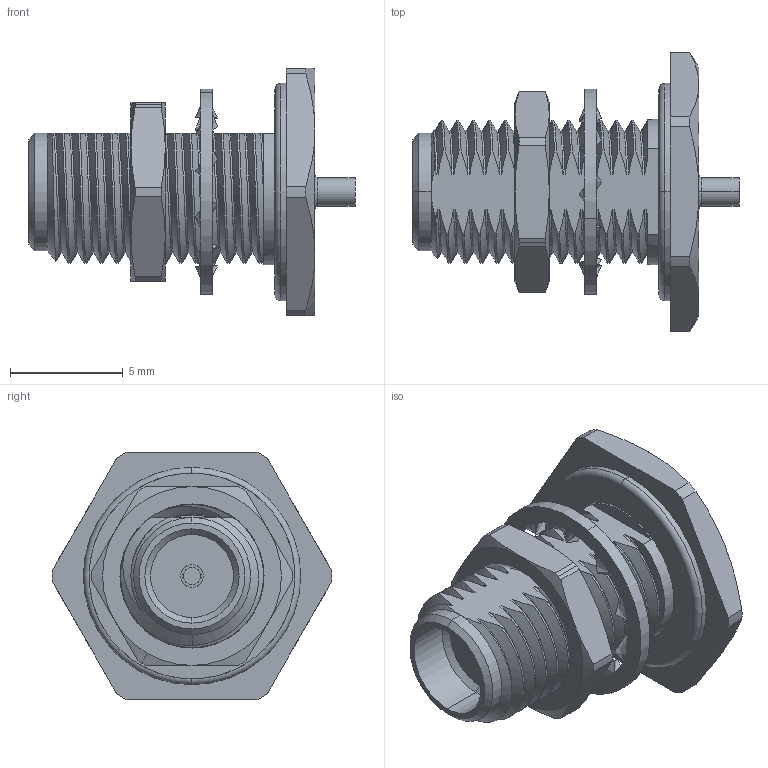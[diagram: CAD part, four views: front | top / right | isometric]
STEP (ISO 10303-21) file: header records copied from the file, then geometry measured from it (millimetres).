
FILE_DESCRIPTION (( 'STEP AP214' ), '1' );
FILE_NAME ('SC7107.STEP', '2017-08-22T21:54:27', ( '' ), ( '' ), 'SwSTEP 2.0', 'SolidWorks 2014', '' );
FILE_SCHEMA (( 'AUTOMOTIVE_DESIGN' ));
Length unit declared in the file: inch
Products named in the file (4): Copy of .250 Nut^SC7107; SC7107; Copy of .250 Washer^SC7107; Copy of PE45292^SC7107
Assembly tree (3 placements, depth 2):
  SC7107
    Copy of PE45292^SC7107
    Copy of .250 Nut^SC7107
    Copy of .250 Washer^SC7107
Bounding box: 14.48 x 12.42 x 11 mm (x, y, z)
Volume: 479.2 mm3; surface area: 900.7 mm2
Topology: 5 solids, 6 shells, 232 faces, 588 edges, 382 vertices
Faces by surface type: bspline 90, cylinder 55, plane 51, cone 32, torus 4
Entity records: 28014 total; most frequent: CARTESIAN_POINT 22367, ORIENTED_EDGE 1176, DIRECTION 755, EDGE_CURVE 588, VERTEX_POINT 382, AXIS2_PLACEMENT_3D 276, EDGE_LOOP 252, ADVANCED_FACE 232
